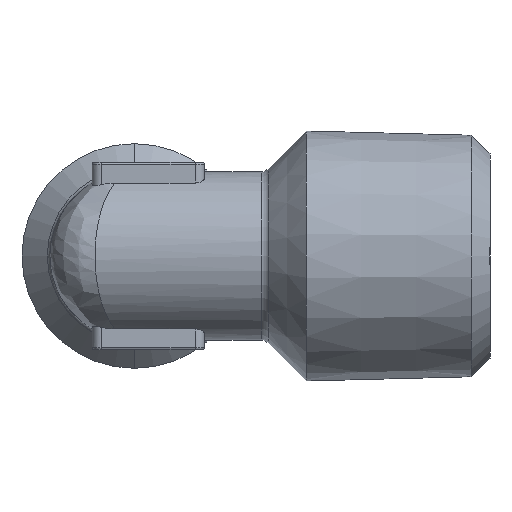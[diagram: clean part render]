
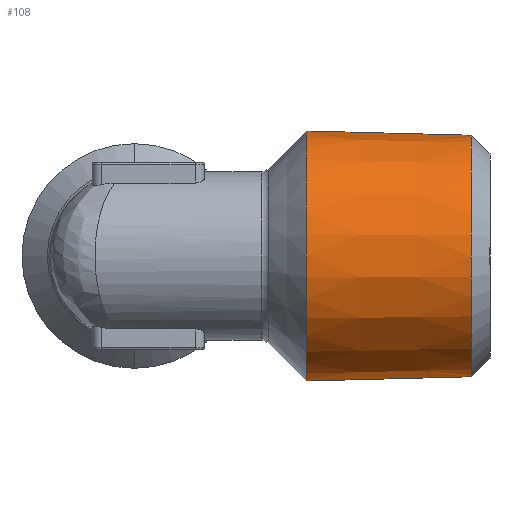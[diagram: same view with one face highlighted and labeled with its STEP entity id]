
A CAD part, left-side view. The second image highlights one B-rep face of the part: STEP entity #108.
In plain terms, the highlighted conical face has half-angle 1.47 degrees and reference radius 6.694 mm.
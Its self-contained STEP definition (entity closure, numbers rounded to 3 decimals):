
#39 = ORIENTED_EDGE ( 'NONE', *, *, #350, .F. ) ;
#63 = EDGE_LOOP ( 'NONE', ( #39, #78, #101, #81 ) ) ;
#78 = ORIENTED_EDGE ( 'NONE', *, *, #82, .F. ) ;
#81 = ORIENTED_EDGE ( 'NONE', *, *, #1467, .F. ) ;
#82 = EDGE_CURVE ( 'NONE', #322, #319, #640, .T. ) ;
#101 = ORIENTED_EDGE ( 'NONE', *, *, #374, .T. ) ;
#108 = ADVANCED_FACE ( 'NONE', ( #636 ), #616, .T. ) ;
#319 = VERTEX_POINT ( 'NONE', #1593 ) ;
#322 = VERTEX_POINT ( 'NONE', #1616 ) ;
#344 = VERTEX_POINT ( 'NONE', #1752 ) ;
#347 = VERTEX_POINT ( 'NONE', #1773 ) ;
#350 = EDGE_CURVE ( 'NONE', #319, #344, #1772, .T. ) ;
#374 = EDGE_CURVE ( 'NONE', #322, #347, #1712, .T. ) ;
#602 = CARTESIAN_POINT ( 'NONE',  ( 0., -18., 0. ) ) ;
#603 = AXIS2_PLACEMENT_3D ( 'NONE', #602, #638, #637 ) ;
#613 = DIRECTION ( 'NONE',  ( 0., 0., 1. ) ) ;
#614 = DIRECTION ( 'NONE',  ( 0., 1., 0. ) ) ;
#615 = AXIS2_PLACEMENT_3D ( 'NONE', #635, #614, #613 ) ;
#616 = CONICAL_SURFACE ( 'NONE', #615, 6.694, 0.026 ) ;
#635 = CARTESIAN_POINT ( 'NONE',  ( 0., -8.5, 0. ) ) ;
#636 = FACE_OUTER_BOUND ( 'NONE', #63, .T. ) ;
#637 = DIRECTION ( 'NONE',  ( 0., 0., -1. ) ) ;
#638 = DIRECTION ( 'NONE',  ( 0., -1., 0. ) ) ;
#640 = CIRCLE ( 'NONE', #603, 6.45 ) ;
#1467 = EDGE_CURVE ( 'NONE', #344, #347, #3181, .T. ) ;
#1522 = DIRECTION ( 'NONE',  ( 0., 1., 0.026 ) ) ;
#1593 = CARTESIAN_POINT ( 'NONE',  ( 0., -18., -6.45 ) ) ;
#1616 = CARTESIAN_POINT ( 'NONE',  ( 0., -18., 6.45 ) ) ;
#1710 = VECTOR ( 'NONE', #1522, 1000. ) ;
#1711 = CARTESIAN_POINT ( 'NONE',  ( 0., -8.5, 6.694 ) ) ;
#1712 = LINE ( 'NONE', #1711, #1710 ) ;
#1748 = DIRECTION ( 'NONE',  ( 0., 1., -0.026 ) ) ;
#1749 = VECTOR ( 'NONE', #1748, 1000. ) ;
#1752 = CARTESIAN_POINT ( 'NONE',  ( 0., -9.177, -6.677 ) ) ;
#1771 = CARTESIAN_POINT ( 'NONE',  ( 0., -8.5, -6.694 ) ) ;
#1772 = LINE ( 'NONE', #1771, #1749 ) ;
#1773 = CARTESIAN_POINT ( 'NONE',  ( 0., -9.177, 6.677 ) ) ;
#3127 = CARTESIAN_POINT ( 'NONE',  ( 0., -9.177, 0. ) ) ;
#3128 = DIRECTION ( 'NONE',  ( 0., 1., 0. ) ) ;
#3129 = AXIS2_PLACEMENT_3D ( 'NONE', #3127, #3128, #3144 ) ;
#3144 = DIRECTION ( 'NONE',  ( 0., 0., 1. ) ) ;
#3181 = CIRCLE ( 'NONE', #3129, 6.677 ) ;
